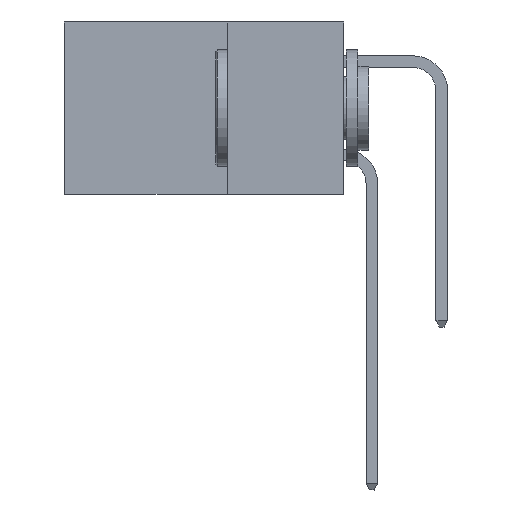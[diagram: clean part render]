
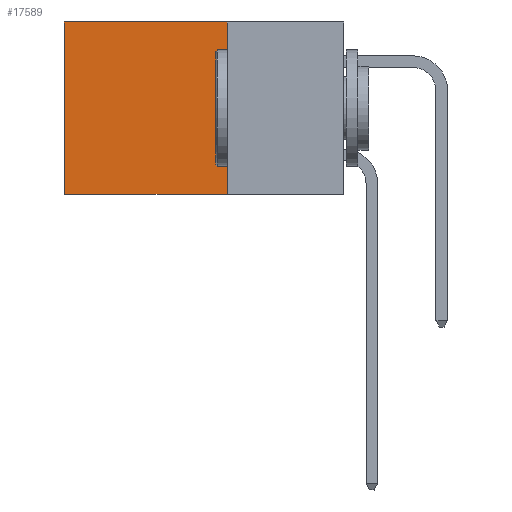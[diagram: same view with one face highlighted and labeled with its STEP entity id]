
A CAD part, left-side view. The second image highlights one B-rep face of the part: STEP entity #17589.
In plain terms, the highlighted planar face has unit normal (-1, 0, 0).
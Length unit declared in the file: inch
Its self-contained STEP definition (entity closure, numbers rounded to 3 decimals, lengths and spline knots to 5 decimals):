
#272 = CARTESIAN_POINT ( 'NONE',  ( 0.2615, 0.25, 0. ) ) ;
#324 = DIRECTION ( 'NONE',  ( 0., 1., 0. ) ) ;
#457 = CARTESIAN_POINT ( 'NONE',  ( 0.2615, 0.6, -0.37 ) ) ;
#1523 = VECTOR ( 'NONE', #324, 39.37008 ) ;
#2641 = AXIS2_PLACEMENT_3D ( 'NONE', #24678, #24406, #12612 ) ;
#3899 = EDGE_CURVE ( 'NONE', #20743, #17466, #16663, .T. ) ;
#4096 = LINE ( 'NONE', #24171, #13576 ) ;
#4158 = DIRECTION ( 'NONE',  ( 0., 1., 0. ) ) ;
#4683 = VECTOR ( 'NONE', #4158, 39.37008 ) ;
#4768 = EDGE_CURVE ( 'NONE', #20743, #12306, #4096, .T. ) ;
#6054 = DIRECTION ( 'NONE',  ( 0., 0., -1. ) ) ;
#6474 = ORIENTED_EDGE ( 'NONE', *, *, #3899, .T. ) ;
#6554 = EDGE_CURVE ( 'NONE', #17466, #20232, #10390, .T. ) ;
#6642 = EDGE_CURVE ( 'NONE', #12306, #20232, #10256, .T. ) ;
#6689 = PLANE ( 'NONE',  #2641 ) ;
#6882 = CARTESIAN_POINT ( 'NONE',  ( 0.2615, 0.6, -0.37 ) ) ;
#6944 = VECTOR ( 'NONE', #8426, 39.37008 ) ;
#8426 = DIRECTION ( 'NONE',  ( 0., 0., -1. ) ) ;
#9867 = CARTESIAN_POINT ( 'NONE',  ( 0.2615, 0.6, 0. ) ) ;
#10256 = LINE ( 'NONE', #18284, #1523 ) ;
#10390 = LINE ( 'NONE', #457, #6944 ) ;
#10787 = FACE_OUTER_BOUND ( 'NONE', #22346, .T. ) ;
#11668 = CARTESIAN_POINT ( 'NONE',  ( 0.2615, 0.25, 0. ) ) ;
#12306 = VERTEX_POINT ( 'NONE', #12618 ) ;
#12612 = DIRECTION ( 'NONE',  ( 0., 0., -1. ) ) ;
#12618 = CARTESIAN_POINT ( 'NONE',  ( 0.2615, 0.25, -0.37 ) ) ;
#12911 = ORIENTED_EDGE ( 'NONE', *, *, #6554, .T. ) ;
#13179 = ORIENTED_EDGE ( 'NONE', *, *, #4768, .F. ) ;
#13576 = VECTOR ( 'NONE', #6054, 39.37008 ) ;
#16663 = LINE ( 'NONE', #272, #4683 ) ;
#17466 = VERTEX_POINT ( 'NONE', #9867 ) ;
#17589 = ADVANCED_FACE ( 'NONE', ( #10787 ), #6689, .F. ) ;
#18284 = CARTESIAN_POINT ( 'NONE',  ( 0.2615, 0.25, -0.37 ) ) ;
#20232 = VERTEX_POINT ( 'NONE', #6882 ) ;
#20743 = VERTEX_POINT ( 'NONE', #11668 ) ;
#21143 = ORIENTED_EDGE ( 'NONE', *, *, #6642, .F. ) ;
#22346 = EDGE_LOOP ( 'NONE', ( #12911, #21143, #13179, #6474 ) ) ;
#24171 = CARTESIAN_POINT ( 'NONE',  ( 0.2615, 0.25, -0.37 ) ) ;
#24406 = DIRECTION ( 'NONE',  ( 1., 0., 0. ) ) ;
#24678 = CARTESIAN_POINT ( 'NONE',  ( 0.2615, 0.25, -0.37 ) ) ;
